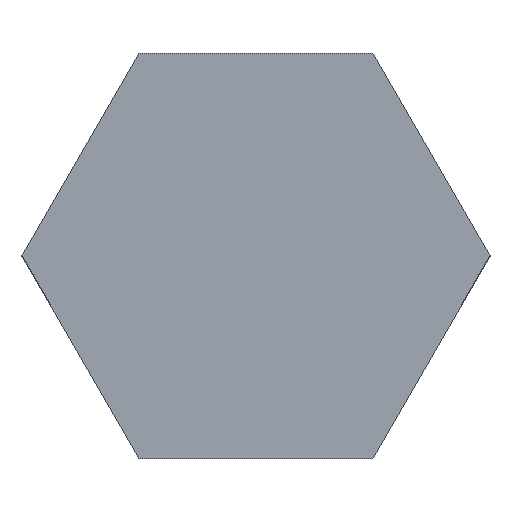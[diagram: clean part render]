
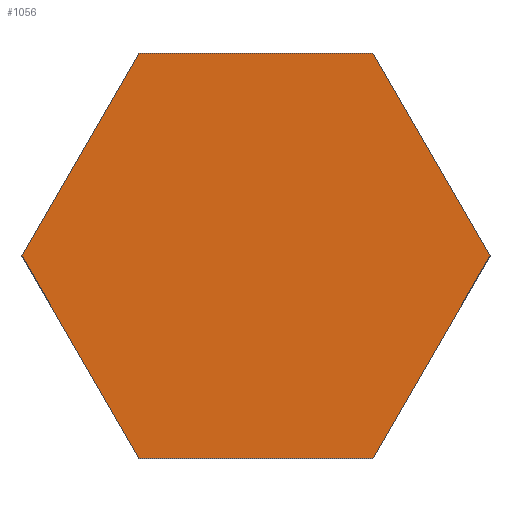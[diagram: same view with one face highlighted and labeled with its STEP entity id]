
A CAD part, top view. The second image highlights one B-rep face of the part: STEP entity #1056.
In plain terms, the highlighted planar face has unit normal (0, 0, 1).
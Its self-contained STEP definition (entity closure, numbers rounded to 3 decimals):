
#605 = PLANE('',#606);
#606 = AXIS2_PLACEMENT_3D('',#607,#608,#609);
#607 = CARTESIAN_POINT('',(5.,0.,0.));
#608 = DIRECTION('',(-0.866,-0.5,0.));
#609 = DIRECTION('',(-0.5,0.866,0.));
#633 = PLANE('',#634);
#634 = AXIS2_PLACEMENT_3D('',#635,#636,#637);
#635 = CARTESIAN_POINT('',(2.5,4.33,0.));
#636 = DIRECTION('',(0.,-1.,0.));
#637 = DIRECTION('',(-1.,0.,0.));
#661 = PLANE('',#662);
#662 = AXIS2_PLACEMENT_3D('',#663,#664,#665);
#663 = CARTESIAN_POINT('',(-2.5,4.33,0.));
#664 = DIRECTION('',(0.866,-0.5,0.));
#665 = DIRECTION('',(-0.5,-0.866,0.));
#689 = PLANE('',#690);
#690 = AXIS2_PLACEMENT_3D('',#691,#692,#693);
#691 = CARTESIAN_POINT('',(-5.,0.,0.));
#692 = DIRECTION('',(0.866,0.5,-0.));
#693 = DIRECTION('',(0.5,-0.866,0.));
#717 = PLANE('',#718);
#718 = AXIS2_PLACEMENT_3D('',#719,#720,#721);
#719 = CARTESIAN_POINT('',(-2.5,-4.33,0.));
#720 = DIRECTION('',(0.,1.,-0.));
#721 = DIRECTION('',(1.,0.,0.));
#743 = PLANE('',#744);
#744 = AXIS2_PLACEMENT_3D('',#745,#746,#747);
#745 = CARTESIAN_POINT('',(2.5,-4.33,0.));
#746 = DIRECTION('',(-0.866,0.5,0.));
#747 = DIRECTION('',(0.5,0.866,0.));
#762 = VERTEX_POINT('',#763);
#763 = CARTESIAN_POINT('',(5.,0.,4.));
#784 = EDGE_CURVE('',#762,#785,#787,.T.);
#785 = VERTEX_POINT('',#786);
#786 = CARTESIAN_POINT('',(2.5,4.33,4.));
#787 = SURFACE_CURVE('',#788,(#792,#799),.PCURVE_S1.);
#788 = LINE('',#789,#790);
#789 = CARTESIAN_POINT('',(5.,0.,4.));
#790 = VECTOR('',#791,1.);
#791 = DIRECTION('',(-0.5,0.866,0.));
#792 = PCURVE('',#605,#793);
#793 = DEFINITIONAL_REPRESENTATION('',(#794),#798);
#794 = LINE('',#795,#796);
#795 = CARTESIAN_POINT('',(0.,-4.));
#796 = VECTOR('',#797,1.);
#797 = DIRECTION('',(1.,0.));
#798 = ( GEOMETRIC_REPRESENTATION_CONTEXT(2) 
PARAMETRIC_REPRESENTATION_CONTEXT() REPRESENTATION_CONTEXT('2D SPACE',''
  ) );
#799 = PCURVE('',#800,#805);
#800 = PLANE('',#801);
#801 = AXIS2_PLACEMENT_3D('',#802,#803,#804);
#802 = CARTESIAN_POINT('',(0.,0.,4.));
#803 = DIRECTION('',(0.,0.,1.));
#804 = DIRECTION('',(1.,0.,-0.));
#805 = DEFINITIONAL_REPRESENTATION('',(#806),#810);
#806 = LINE('',#807,#808);
#807 = CARTESIAN_POINT('',(5.,0.));
#808 = VECTOR('',#809,1.);
#809 = DIRECTION('',(-0.5,0.866));
#810 = ( GEOMETRIC_REPRESENTATION_CONTEXT(2) 
PARAMETRIC_REPRESENTATION_CONTEXT() REPRESENTATION_CONTEXT('2D SPACE',''
  ) );
#838 = VERTEX_POINT('',#839);
#839 = CARTESIAN_POINT('',(2.5,-4.33,4.));
#860 = EDGE_CURVE('',#838,#762,#861,.T.);
#861 = SURFACE_CURVE('',#862,(#866,#873),.PCURVE_S1.);
#862 = LINE('',#863,#864);
#863 = CARTESIAN_POINT('',(2.5,-4.33,4.));
#864 = VECTOR('',#865,1.);
#865 = DIRECTION('',(0.5,0.866,0.));
#866 = PCURVE('',#743,#867);
#867 = DEFINITIONAL_REPRESENTATION('',(#868),#872);
#868 = LINE('',#869,#870);
#869 = CARTESIAN_POINT('',(0.,-4.));
#870 = VECTOR('',#871,1.);
#871 = DIRECTION('',(1.,0.));
#872 = ( GEOMETRIC_REPRESENTATION_CONTEXT(2) 
PARAMETRIC_REPRESENTATION_CONTEXT() REPRESENTATION_CONTEXT('2D SPACE',''
  ) );
#873 = PCURVE('',#800,#874);
#874 = DEFINITIONAL_REPRESENTATION('',(#875),#879);
#875 = LINE('',#876,#877);
#876 = CARTESIAN_POINT('',(2.5,-4.33));
#877 = VECTOR('',#878,1.);
#878 = DIRECTION('',(0.5,0.866));
#879 = ( GEOMETRIC_REPRESENTATION_CONTEXT(2) 
PARAMETRIC_REPRESENTATION_CONTEXT() REPRESENTATION_CONTEXT('2D SPACE',''
  ) );
#887 = EDGE_CURVE('',#785,#888,#890,.T.);
#888 = VERTEX_POINT('',#889);
#889 = CARTESIAN_POINT('',(-2.5,4.33,4.));
#890 = SURFACE_CURVE('',#891,(#895,#902),.PCURVE_S1.);
#891 = LINE('',#892,#893);
#892 = CARTESIAN_POINT('',(2.5,4.33,4.));
#893 = VECTOR('',#894,1.);
#894 = DIRECTION('',(-1.,0.,0.));
#895 = PCURVE('',#633,#896);
#896 = DEFINITIONAL_REPRESENTATION('',(#897),#901);
#897 = LINE('',#898,#899);
#898 = CARTESIAN_POINT('',(0.,-4.));
#899 = VECTOR('',#900,1.);
#900 = DIRECTION('',(1.,0.));
#901 = ( GEOMETRIC_REPRESENTATION_CONTEXT(2) 
PARAMETRIC_REPRESENTATION_CONTEXT() REPRESENTATION_CONTEXT('2D SPACE',''
  ) );
#902 = PCURVE('',#800,#903);
#903 = DEFINITIONAL_REPRESENTATION('',(#904),#908);
#904 = LINE('',#905,#906);
#905 = CARTESIAN_POINT('',(2.5,4.33));
#906 = VECTOR('',#907,1.);
#907 = DIRECTION('',(-1.,0.));
#908 = ( GEOMETRIC_REPRESENTATION_CONTEXT(2) 
PARAMETRIC_REPRESENTATION_CONTEXT() REPRESENTATION_CONTEXT('2D SPACE',''
  ) );
#936 = VERTEX_POINT('',#937);
#937 = CARTESIAN_POINT('',(-2.5,-4.33,4.));
#958 = EDGE_CURVE('',#936,#838,#959,.T.);
#959 = SURFACE_CURVE('',#960,(#964,#971),.PCURVE_S1.);
#960 = LINE('',#961,#962);
#961 = CARTESIAN_POINT('',(-2.5,-4.33,4.));
#962 = VECTOR('',#963,1.);
#963 = DIRECTION('',(1.,0.,0.));
#964 = PCURVE('',#717,#965);
#965 = DEFINITIONAL_REPRESENTATION('',(#966),#970);
#966 = LINE('',#967,#968);
#967 = CARTESIAN_POINT('',(0.,-4.));
#968 = VECTOR('',#969,1.);
#969 = DIRECTION('',(1.,0.));
#970 = ( GEOMETRIC_REPRESENTATION_CONTEXT(2) 
PARAMETRIC_REPRESENTATION_CONTEXT() REPRESENTATION_CONTEXT('2D SPACE',''
  ) );
#971 = PCURVE('',#800,#972);
#972 = DEFINITIONAL_REPRESENTATION('',(#973),#977);
#973 = LINE('',#974,#975);
#974 = CARTESIAN_POINT('',(-2.5,-4.33));
#975 = VECTOR('',#976,1.);
#976 = DIRECTION('',(1.,0.));
#977 = ( GEOMETRIC_REPRESENTATION_CONTEXT(2) 
PARAMETRIC_REPRESENTATION_CONTEXT() REPRESENTATION_CONTEXT('2D SPACE',''
  ) );
#985 = EDGE_CURVE('',#888,#986,#988,.T.);
#986 = VERTEX_POINT('',#987);
#987 = CARTESIAN_POINT('',(-5.,0.,4.));
#988 = SURFACE_CURVE('',#989,(#993,#1000),.PCURVE_S1.);
#989 = LINE('',#990,#991);
#990 = CARTESIAN_POINT('',(-2.5,4.33,4.));
#991 = VECTOR('',#992,1.);
#992 = DIRECTION('',(-0.5,-0.866,0.));
#993 = PCURVE('',#661,#994);
#994 = DEFINITIONAL_REPRESENTATION('',(#995),#999);
#995 = LINE('',#996,#997);
#996 = CARTESIAN_POINT('',(0.,-4.));
#997 = VECTOR('',#998,1.);
#998 = DIRECTION('',(1.,0.));
#999 = ( GEOMETRIC_REPRESENTATION_CONTEXT(2) 
PARAMETRIC_REPRESENTATION_CONTEXT() REPRESENTATION_CONTEXT('2D SPACE',''
  ) );
#1000 = PCURVE('',#800,#1001);
#1001 = DEFINITIONAL_REPRESENTATION('',(#1002),#1006);
#1002 = LINE('',#1003,#1004);
#1003 = CARTESIAN_POINT('',(-2.5,4.33));
#1004 = VECTOR('',#1005,1.);
#1005 = DIRECTION('',(-0.5,-0.866));
#1006 = ( GEOMETRIC_REPRESENTATION_CONTEXT(2) 
PARAMETRIC_REPRESENTATION_CONTEXT() REPRESENTATION_CONTEXT('2D SPACE',''
  ) );
#1034 = EDGE_CURVE('',#986,#936,#1035,.T.);
#1035 = SURFACE_CURVE('',#1036,(#1040,#1047),.PCURVE_S1.);
#1036 = LINE('',#1037,#1038);
#1037 = CARTESIAN_POINT('',(-5.,0.,4.));
#1038 = VECTOR('',#1039,1.);
#1039 = DIRECTION('',(0.5,-0.866,0.));
#1040 = PCURVE('',#689,#1041);
#1041 = DEFINITIONAL_REPRESENTATION('',(#1042),#1046);
#1042 = LINE('',#1043,#1044);
#1043 = CARTESIAN_POINT('',(0.,-4.));
#1044 = VECTOR('',#1045,1.);
#1045 = DIRECTION('',(1.,0.));
#1046 = ( GEOMETRIC_REPRESENTATION_CONTEXT(2) 
PARAMETRIC_REPRESENTATION_CONTEXT() REPRESENTATION_CONTEXT('2D SPACE',''
  ) );
#1047 = PCURVE('',#800,#1048);
#1048 = DEFINITIONAL_REPRESENTATION('',(#1049),#1053);
#1049 = LINE('',#1050,#1051);
#1050 = CARTESIAN_POINT('',(-5.,0.));
#1051 = VECTOR('',#1052,1.);
#1052 = DIRECTION('',(0.5,-0.866));
#1053 = ( GEOMETRIC_REPRESENTATION_CONTEXT(2) 
PARAMETRIC_REPRESENTATION_CONTEXT() REPRESENTATION_CONTEXT('2D SPACE',''
  ) );
#1056 = ADVANCED_FACE('',(#1057),#800,.T.);
#1057 = FACE_BOUND('',#1058,.T.);
#1058 = EDGE_LOOP('',(#1059,#1060,#1061,#1062,#1063,#1064));
#1059 = ORIENTED_EDGE('',*,*,#784,.T.);
#1060 = ORIENTED_EDGE('',*,*,#887,.T.);
#1061 = ORIENTED_EDGE('',*,*,#985,.T.);
#1062 = ORIENTED_EDGE('',*,*,#1034,.T.);
#1063 = ORIENTED_EDGE('',*,*,#958,.T.);
#1064 = ORIENTED_EDGE('',*,*,#860,.T.);
